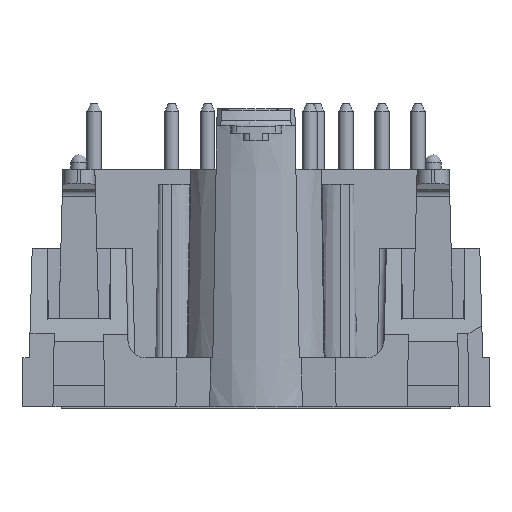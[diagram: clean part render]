
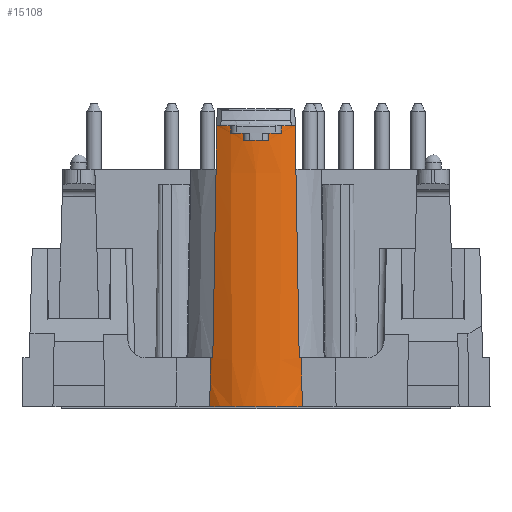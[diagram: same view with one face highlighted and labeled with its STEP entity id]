
A CAD part, left-side view. The second image highlights one B-rep face of the part: STEP entity #15108.
In plain terms, the highlighted conical face has half-angle 0.356 degrees and reference radius 5.5 mm.
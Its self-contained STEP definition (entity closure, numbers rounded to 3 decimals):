
#262=ELLIPSE('',#15861,430.867,7.027);
#263=ELLIPSE('',#15877,430.867,7.027);
#326=ELLIPSE('',#16015,255.779,4.172);
#327=ELLIPSE('',#16018,255.779,4.172);
#3066=CIRCLE('',#15859,5.5);
#3067=CIRCLE('',#15863,5.6);
#3068=CIRCLE('',#15866,5.597);
#3069=CIRCLE('',#15869,5.594);
#3070=CIRCLE('',#15872,5.597);
#3071=CIRCLE('',#15875,5.6);
#3073=CIRCLE('',#15880,5.5);
#3077=CIRCLE('',#16017,5.479);
#4079=ORIENTED_EDGE('',*,*,#7075,.F.);
#4080=ORIENTED_EDGE('',*,*,#7076,.F.);
#4081=ORIENTED_EDGE('',*,*,#6841,.T.);
#4082=ORIENTED_EDGE('',*,*,#6838,.F.);
#4083=ORIENTED_EDGE('',*,*,#6836,.T.);
#4084=ORIENTED_EDGE('',*,*,#6834,.T.);
#4085=ORIENTED_EDGE('',*,*,#6832,.T.);
#4086=ORIENTED_EDGE('',*,*,#6830,.T.);
#4087=ORIENTED_EDGE('',*,*,#6828,.T.);
#4088=ORIENTED_EDGE('',*,*,#6826,.T.);
#4089=ORIENTED_EDGE('',*,*,#6824,.T.);
#4090=ORIENTED_EDGE('',*,*,#6822,.T.);
#4091=ORIENTED_EDGE('',*,*,#6820,.T.);
#4092=ORIENTED_EDGE('',*,*,#6818,.F.);
#4093=ORIENTED_EDGE('',*,*,#6817,.T.);
#4094=ORIENTED_EDGE('',*,*,#7074,.T.);
#6817=EDGE_CURVE('',#8412,#8413,#3066,.T.);
#6818=EDGE_CURVE('',#8412,#8414,#262,.F.);
#6820=EDGE_CURVE('',#8415,#8414,#3067,.T.);
#6822=EDGE_CURVE('',#8416,#8415,#9399,.T.);
#6824=EDGE_CURVE('',#8417,#8416,#3068,.T.);
#6826=EDGE_CURVE('',#8418,#8417,#9400,.T.);
#6828=EDGE_CURVE('',#8419,#8418,#3069,.T.);
#6830=EDGE_CURVE('',#8420,#8419,#9401,.T.);
#6832=EDGE_CURVE('',#8421,#8420,#3070,.T.);
#6834=EDGE_CURVE('',#8422,#8421,#9402,.T.);
#6836=EDGE_CURVE('',#8423,#8422,#3071,.T.);
#6838=EDGE_CURVE('',#8423,#8424,#263,.F.);
#6841=EDGE_CURVE('',#8425,#8424,#3073,.T.);
#7074=EDGE_CURVE('',#8413,#8594,#326,.F.);
#7075=EDGE_CURVE('',#8595,#8594,#3077,.F.);
#7076=EDGE_CURVE('',#8425,#8595,#327,.T.);
#8412=VERTEX_POINT('',#20447);
#8413=VERTEX_POINT('',#20449);
#8414=VERTEX_POINT('',#20453);
#8415=VERTEX_POINT('',#20457);
#8416=VERTEX_POINT('',#20464);
#8417=VERTEX_POINT('',#20468);
#8418=VERTEX_POINT('',#20475);
#8419=VERTEX_POINT('',#20479);
#8420=VERTEX_POINT('',#20486);
#8421=VERTEX_POINT('',#20490);
#8422=VERTEX_POINT('',#20497);
#8423=VERTEX_POINT('',#20501);
#8424=VERTEX_POINT('',#20505);
#8425=VERTEX_POINT('',#20512);
#8594=VERTEX_POINT('',#21039);
#8595=VERTEX_POINT('',#21043);
#9399=B_SPLINE_CURVE_WITH_KNOTS('',3,(#20460,#20461,#20462,#20463),
 .UNSPECIFIED.,.F.,.F.,(4,4),(0.002,0.002),
 .UNSPECIFIED.);
#9400=B_SPLINE_CURVE_WITH_KNOTS('',3,(#20471,#20472,#20473,#20474),
 .UNSPECIFIED.,.F.,.F.,(4,4),(0.002,0.002),
 .UNSPECIFIED.);
#9401=B_SPLINE_CURVE_WITH_KNOTS('',3,(#20482,#20483,#20484,#20485),
 .UNSPECIFIED.,.F.,.F.,(4,4),(0.002,0.002),
 .UNSPECIFIED.);
#9402=B_SPLINE_CURVE_WITH_KNOTS('',3,(#20493,#20494,#20495,#20496),
 .UNSPECIFIED.,.F.,.F.,(4,4),(0.002,0.002),
 .UNSPECIFIED.);
#9757=EDGE_LOOP('',(#4079,#4080,#4081,#4082,#4083,#4084,#4085,#4086,#4087,
#4088,#4089,#4090,#4091,#4092,#4093,#4094));
#10585=FACE_BOUND('',#9757,.T.);
#11249=CONICAL_SURFACE('',#16016,5.5,0.006);
#15108=ADVANCED_FACE('',(#10585),#11249,.T.);
#15859=AXIS2_PLACEMENT_3D('',#20450,#17188,#17189);
#15861=AXIS2_PLACEMENT_3D('',#20452,#17192,#17193);
#15863=AXIS2_PLACEMENT_3D('',#20456,#17197,#17198);
#15866=AXIS2_PLACEMENT_3D('',#20467,#17205,#17206);
#15869=AXIS2_PLACEMENT_3D('',#20478,#17213,#17214);
#15872=AXIS2_PLACEMENT_3D('',#20489,#17221,#17222);
#15875=AXIS2_PLACEMENT_3D('',#20500,#17229,#17230);
#15877=AXIS2_PLACEMENT_3D('',#20504,#17234,#17235);
#15880=AXIS2_PLACEMENT_3D('',#20513,#17240,#17241);
#16015=AXIS2_PLACEMENT_3D('',#21040,#17670,#17671);
#16016=AXIS2_PLACEMENT_3D('',#21041,#17672,#17673);
#16017=AXIS2_PLACEMENT_3D('',#21042,#17674,#17675);
#16018=AXIS2_PLACEMENT_3D('',#21044,#17676,#17677);
#17188=DIRECTION('',(0.,0.,-1.));
#17189=DIRECTION('',(-1.,0.,0.));
#17192=DIRECTION('',(0.,-1.,-0.017));
#17193=DIRECTION('',(0.,-0.017,1.));
#17197=DIRECTION('',(0.,0.,-1.));
#17198=DIRECTION('',(-1.,0.,0.));
#17205=DIRECTION('',(0.,0.,-1.));
#17206=DIRECTION('',(-1.,0.,0.));
#17213=DIRECTION('',(0.,0.,-1.));
#17214=DIRECTION('',(-1.,0.,0.));
#17221=DIRECTION('',(0.,0.,-1.));
#17222=DIRECTION('',(-1.,0.,0.));
#17229=DIRECTION('',(0.,0.,-1.));
#17230=DIRECTION('',(-1.,0.,0.));
#17234=DIRECTION('',(0.,1.,-0.017));
#17235=DIRECTION('',(0.,0.017,1.));
#17240=DIRECTION('',(0.,0.,-1.));
#17241=DIRECTION('',(-1.,0.,0.));
#17670=DIRECTION('',(1.,0.,0.017));
#17671=DIRECTION('',(-0.017,0.,1.));
#17672=DIRECTION('',(0.,0.,1.));
#17673=DIRECTION('',(-1.,0.,0.));
#17674=DIRECTION('',(0.,0.,1.));
#17675=DIRECTION('',(1.,0.,0.));
#17676=DIRECTION('',(1.,0.,0.017));
#17677=DIRECTION('',(-0.017,0.,1.));
#20447=CARTESIAN_POINT('',(-32.11,3.,3.4));
#20449=CARTESIAN_POINT('',(-32.,3.162,3.4));
#20450=CARTESIAN_POINT('',(-27.5,0.,3.4));
#20452=CARTESIAN_POINT('',(-27.5,-2.676,328.565));
#20453=CARTESIAN_POINT('',(-32.396,2.719,19.5));
#20456=CARTESIAN_POINT('',(-27.5,0.,19.5));
#20457=CARTESIAN_POINT('',(-32.82,1.75,19.5));
#20460=CARTESIAN_POINT('',(-32.816,1.75,19.));
#20461=CARTESIAN_POINT('',(-32.817,1.75,19.167));
#20462=CARTESIAN_POINT('',(-32.818,1.75,19.333));
#20463=CARTESIAN_POINT('',(-32.82,1.75,19.5));
#20464=CARTESIAN_POINT('',(-32.816,1.75,19.));
#20467=CARTESIAN_POINT('',(-27.5,0.,19.));
#20468=CARTESIAN_POINT('',(-33.024,0.9,19.));
#20471=CARTESIAN_POINT('',(-33.021,0.9,18.5));
#20472=CARTESIAN_POINT('',(-33.022,0.9,18.667));
#20473=CARTESIAN_POINT('',(-33.023,0.9,18.833));
#20474=CARTESIAN_POINT('',(-33.024,0.9,19.));
#20475=CARTESIAN_POINT('',(-33.021,0.9,18.5));
#20478=CARTESIAN_POINT('',(-27.5,0.,18.5));
#20479=CARTESIAN_POINT('',(-33.021,-0.9,18.5));
#20482=CARTESIAN_POINT('',(-33.024,-0.9,19.));
#20483=CARTESIAN_POINT('',(-33.023,-0.9,18.833));
#20484=CARTESIAN_POINT('',(-33.022,-0.9,18.667));
#20485=CARTESIAN_POINT('',(-33.021,-0.9,18.5));
#20486=CARTESIAN_POINT('',(-33.024,-0.9,19.));
#20489=CARTESIAN_POINT('',(-27.5,0.,19.));
#20490=CARTESIAN_POINT('',(-32.816,-1.75,19.));
#20493=CARTESIAN_POINT('',(-32.82,-1.75,19.5));
#20494=CARTESIAN_POINT('',(-32.818,-1.75,19.333));
#20495=CARTESIAN_POINT('',(-32.817,-1.75,19.167));
#20496=CARTESIAN_POINT('',(-32.816,-1.75,19.));
#20497=CARTESIAN_POINT('',(-32.82,-1.75,19.5));
#20500=CARTESIAN_POINT('',(-27.5,0.,19.5));
#20501=CARTESIAN_POINT('',(-32.396,-2.719,19.5));
#20504=CARTESIAN_POINT('',(-27.5,2.676,328.565));
#20505=CARTESIAN_POINT('',(-32.11,-3.,3.4));
#20512=CARTESIAN_POINT('',(-32.,-3.162,3.4));
#20513=CARTESIAN_POINT('',(-27.5,0.,3.4));
#21039=CARTESIAN_POINT('',(-31.941,3.209,0.));
#21040=CARTESIAN_POINT('',(-29.088,0.,-163.403));
#21041=CARTESIAN_POINT('',(-27.5,0.,3.4));
#21042=CARTESIAN_POINT('',(-27.5,0.,0.));
#21043=CARTESIAN_POINT('',(-31.941,-3.209,0.));
#21044=CARTESIAN_POINT('',(-29.088,0.,-163.403));
